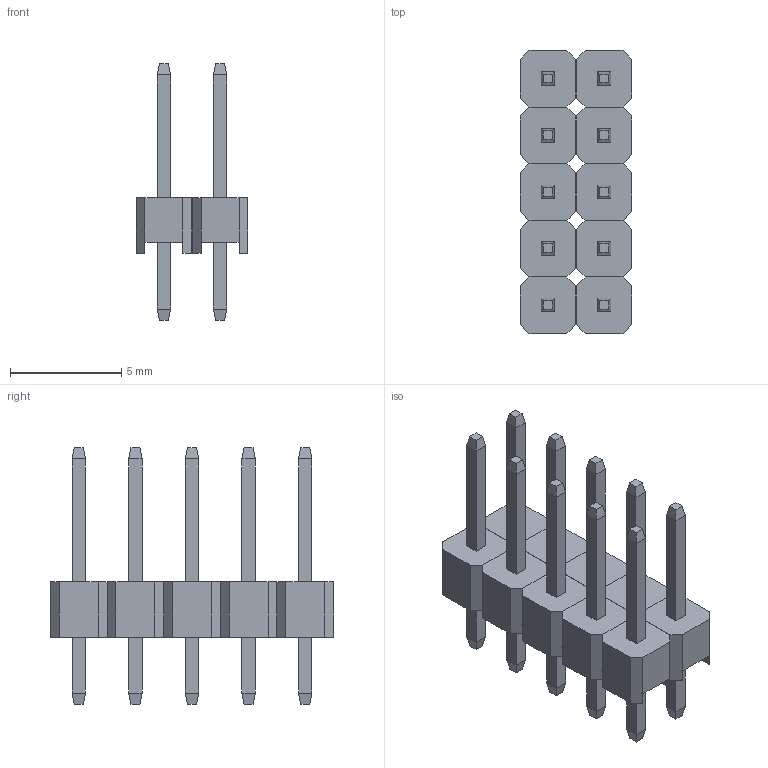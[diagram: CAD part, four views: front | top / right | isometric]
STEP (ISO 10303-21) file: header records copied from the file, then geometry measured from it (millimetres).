
FILE_DESCRIPTION (( 'STEP AP214' ), '1' );
FILE_NAME ('HEADER10x2P.STEP', '2017-07-10T16:52:33', ( '' ), ( '' ), 'SwSTEP 2.0', 'SolidWorks 2016', '' );
FILE_SCHEMA (( 'AUTOMOTIVE_DESIGN' ));
Length unit declared in the file: millimetre
Products named in the file (1): HEADER10x2P
Bounding box: 5.02 x 12.7 x 11.5 mm (x, y, z)
Volume: 162.3 mm3; surface area: 578 mm2
Topology: 10 solids, 10 shells, 320 faces, 720 edges, 440 vertices
Faces by surface type: plane 320
Entity records: 11209 total; most frequent: CARTESIAN_POINT 1481, ORIENTED_EDGE 1440, DIRECTION 1362, LINE 720, EDGE_CURVE 720, VECTOR 720, VERTEX_POINT 440, EDGE_LOOP 340
